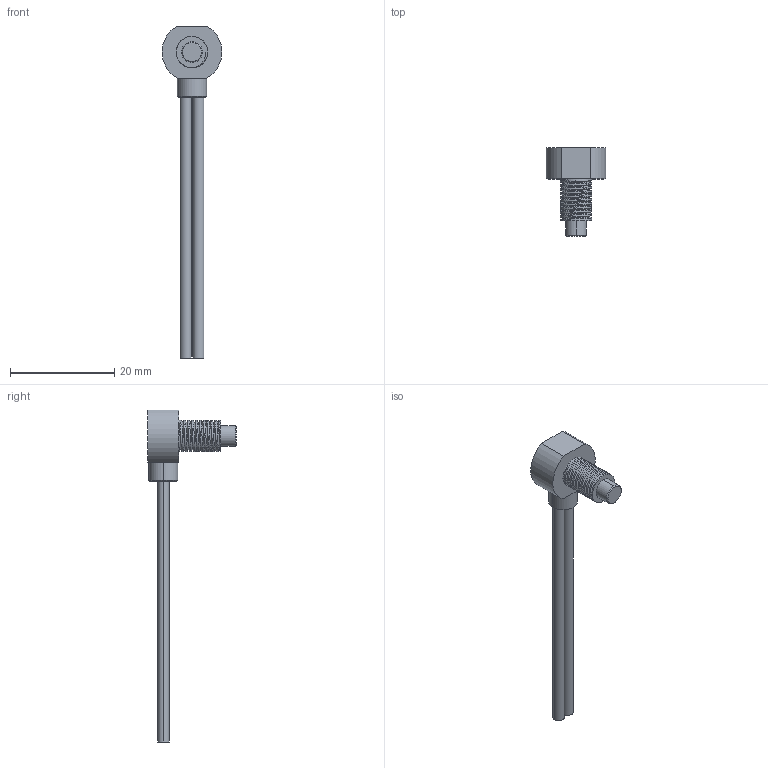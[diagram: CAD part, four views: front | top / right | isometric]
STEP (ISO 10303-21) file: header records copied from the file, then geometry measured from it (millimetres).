
FILE_DESCRIPTION (( 'STEP AP214' ), '1' );
FILE_NAME ('FOACAMPDR62TE_3D.STEP', '2022-02-03T18:44:15', ( '' ), ( '' ), 'SwSTEP 2.0', 'SolidWorks 2021', '' );
FILE_SCHEMA (( 'AUTOMOTIVE_DESIGN' ));
Length unit declared in the file: inch
Products named in the file (1): FOACAMPDR62TE_3D
Bounding box: 11.46 x 17 x 63.7 mm (x, y, z)
Volume: 1309.8 mm3; surface area: 1422.2 mm2
Topology: 1 solids, 1 shells, 55 faces, 135 edges, 87 vertices
Faces by surface type: cylinder 33, plane 11, bspline 7, cone 4
Entity records: 3889 total; most frequent: CARTESIAN_POINT 2662, ORIENTED_EDGE 270, DIRECTION 202, EDGE_CURVE 135, VERTEX_POINT 87, AXIS2_PLACEMENT_3D 78, EDGE_LOOP 60, B_SPLINE_CURVE_WITH_KNOTS 60
